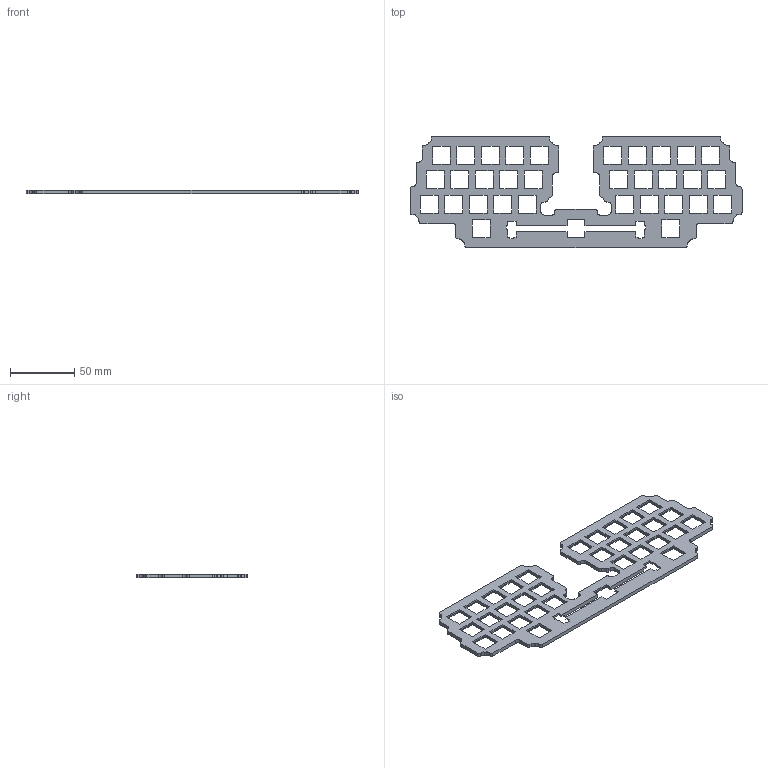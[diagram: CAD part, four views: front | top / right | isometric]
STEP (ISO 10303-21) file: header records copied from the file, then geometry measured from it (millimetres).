
FILE_DESCRIPTION(('HOOPS Exchange Step'),'2;1');
FILE_NAME('temp_export','2024-01-02T21:22:47+19:00',('jscotto'),('Shapr3D Limited'),'HOOPS Exchange 2023.2','Shapr3D','Authorized');
FILE_SCHEMA( ('AUTOMOTIVE_DESIGN { 1 0 10303 214 1 1 1 1 }') );
Length unit declared in the file: millimetre
Products named in the file (1): Gasket Plate (0.5mm Tolerance)
Bounding box: 258.65 x 87.2 x 3 mm (x, y, z)
Volume: 30803.4 mm3; surface area: 31351.7 mm2
Topology: 1 solids, 1 shells, 454 faces, 1260 edges, 840 vertices
Faces by surface type: plane 378, cylinder 76
Entity records: 14512 total; most frequent: CARTESIAN_POINT 2555, ORIENTED_EDGE 2520, DIRECTION 2322, EDGE_CURVE 1260, VECTOR 1108, LINE 1108, VERTEX_POINT 840, AXIS2_PLACEMENT_3D 607
